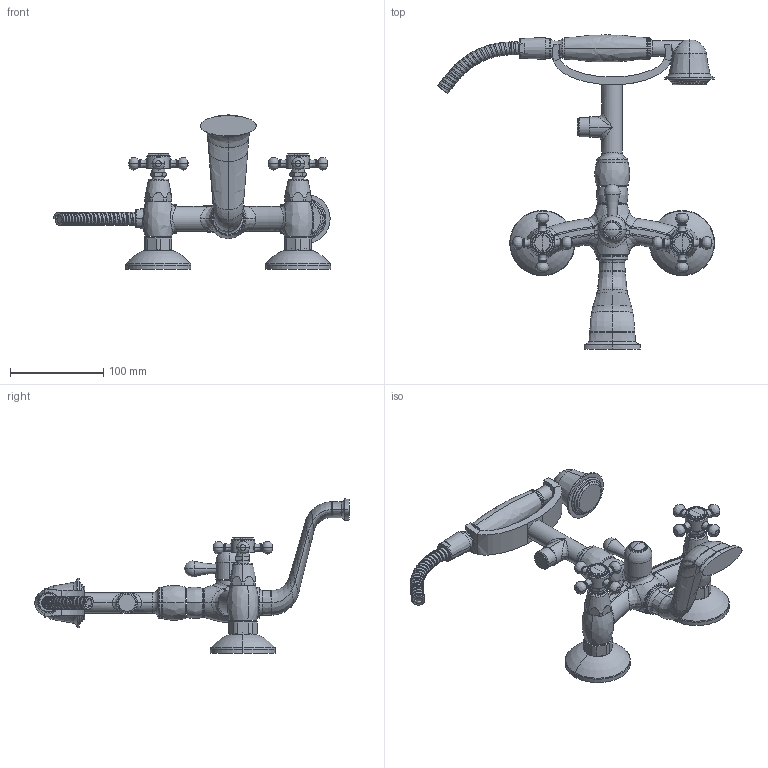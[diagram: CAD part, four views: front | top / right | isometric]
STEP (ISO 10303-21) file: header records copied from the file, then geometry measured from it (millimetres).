
FILE_DESCRIPTION((''),'2;1');
FILE_NAME('VLV026CR','2021-11-11T08:35:33',('ut3'),('PAFFONI SpA'),'CREO PARAMETRIC BY PTC INC, 2020044','CREO PARAMETRIC BY PTC INC, 2020044','');
FILE_SCHEMA(('CONFIG_CONTROL_DESIGN','SHAPE_APPEARANCE_LAYERS_GROUPS'));
Products named in the file (1): VLV026CR
Bounding box: 297.8 x 337.51 x 165.62 mm (x, y, z)
Volume: 597158.8 mm3; surface area: 176021.7 mm2
Topology: 6 solids, 6 shells, 1695 faces, 4252 edges, 2624 vertices
Faces by surface type: plane 680, cylinder 446, bspline 230, torus 168, cone 136, sphere 32, extrusion 3
Entity records: 90868 total; most frequent: CARTESIAN_POINT 39002, ORIENTED_EDGE 8438, DIRECTION 7684, EDGE_CURVE 4219, AXIS2_PLACEMENT_3D 3010, VERTEX_POINT 2621, FILL_AREA_STYLE_COLOUR 1943, FILL_AREA_STYLE 1943
